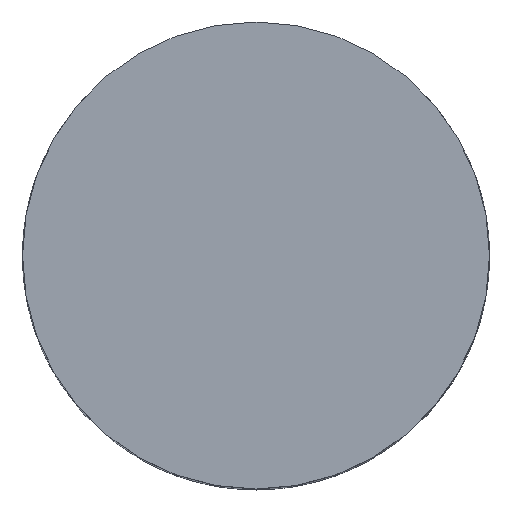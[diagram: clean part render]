
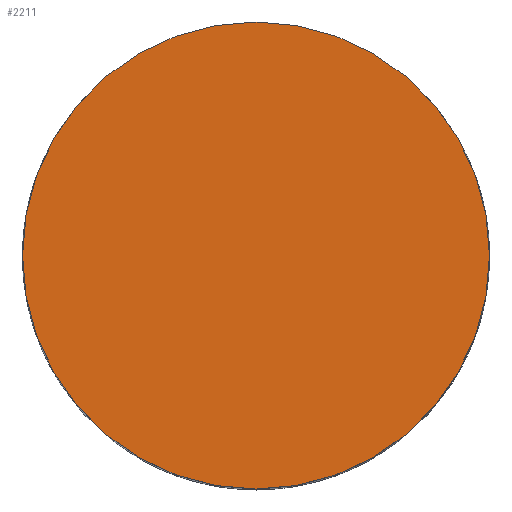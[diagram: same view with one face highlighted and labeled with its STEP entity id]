
A CAD part, top view. The second image highlights one B-rep face of the part: STEP entity #2211.
In plain terms, the highlighted planar face has unit normal (0, 0, 1).
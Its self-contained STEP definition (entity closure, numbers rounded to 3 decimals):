
#694=CARTESIAN_POINT('',(-27.5,0.,0.0));
#695=VERTEX_POINT('',#694);
#704=CARTESIAN_POINT('',(27.5,0.,0.0));
#705=VERTEX_POINT('',#704);
#706=CARTESIAN_POINT('',(0.0,0.0,0.0));
#707=DIRECTION('',(0.0,0.0,-1.0));
#708=DIRECTION('',(-1.0,0.0,0.0));
#709=AXIS2_PLACEMENT_3D('',#706,#707,#708);
#710=CIRCLE('',#709,27.5);
#711=EDGE_CURVE('',#695,#705,#710,.T.);
#964=CARTESIAN_POINT('',(0.0,0.0,0.0));
#965=DIRECTION('',(0.0,0.0,-1.0));
#966=DIRECTION('',(-1.0,0.0,0.0));
#967=AXIS2_PLACEMENT_3D('',#964,#965,#966);
#968=CIRCLE('',#967,27.5);
#969=EDGE_CURVE('',#705,#695,#968,.T.);
#2202=CARTESIAN_POINT('',(2.5,0.,0.0));
#2203=DIRECTION('',(0.0,0.0,1.0));
#2204=DIRECTION('',(1.0,0.0,0.0));
#2205=AXIS2_PLACEMENT_3D('',#2202,#2203,#2204);
#2206=PLANE('',#2205);
#2207=ORIENTED_EDGE('',*,*,#969,.F.);
#2208=ORIENTED_EDGE('',*,*,#711,.F.);
#2209=EDGE_LOOP('',(#2207,#2208));
#2210=FACE_OUTER_BOUND('',#2209,.T.);
#2211=ADVANCED_FACE('',(#2210),#2206,.T.);
